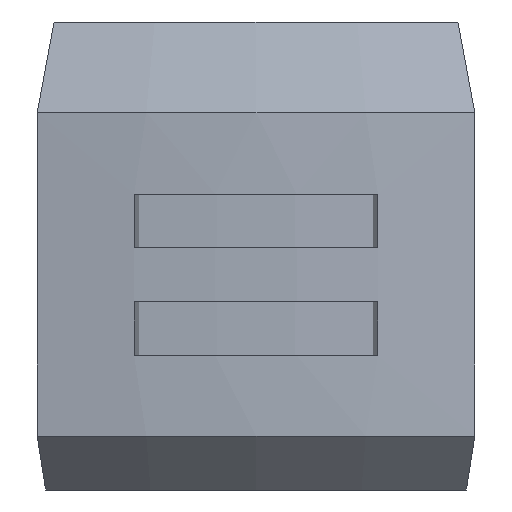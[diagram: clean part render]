
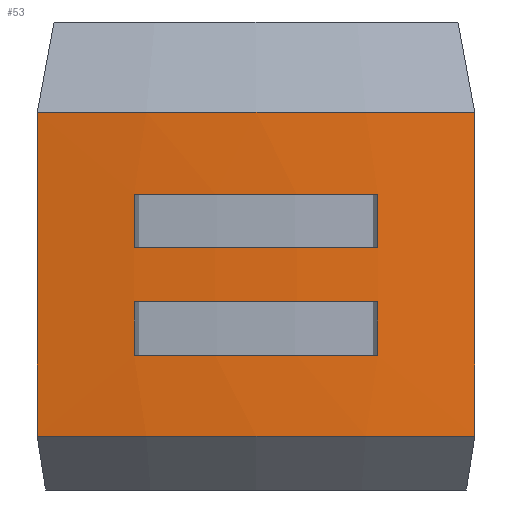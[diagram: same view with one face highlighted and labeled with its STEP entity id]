
A CAD part, front view. The second image highlights one B-rep face of the part: STEP entity #53.
In plain terms, the highlighted cylindrical face has radius 26 mm (diameter 52 mm), a partial arc.
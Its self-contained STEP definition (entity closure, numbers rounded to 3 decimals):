
#53=ADVANCED_FACE('',(#78,#80,#82),#84,.T.);
#78=FACE_BOUND('',#79,.T.);
#79=EDGE_LOOP('',(#257,#258,#259,#260));
#80=FACE_BOUND('',#81,.T.);
#81=EDGE_LOOP('',(#261,#262,#263,#264));
#82=FACE_BOUND('',#83,.T.);
#83=EDGE_LOOP('',(#265,#266,#267,#268));
#84=CYLINDRICAL_SURFACE('',#85,26.);
#85=AXIS2_PLACEMENT_3D('',#86,#87,#88);
#86=CARTESIAN_POINT('',(0.,0.,0.));
#87=DIRECTION('',(0.,0.,1.));
#88=DIRECTION('',(-0.156,-0.988,0.));
#257=ORIENTED_EDGE('',*,*,#383,.T.);
#258=ORIENTED_EDGE('',*,*,#384,.T.);
#259=ORIENTED_EDGE('',*,*,#385,.F.);
#260=ORIENTED_EDGE('',*,*,#386,.F.);
#261=ORIENTED_EDGE('',*,*,#387,.T.);
#262=ORIENTED_EDGE('',*,*,#388,.T.);
#263=ORIENTED_EDGE('',*,*,#389,.T.);
#264=ORIENTED_EDGE('',*,*,#390,.T.);
#265=ORIENTED_EDGE('',*,*,#391,.T.);
#266=ORIENTED_EDGE('',*,*,#392,.T.);
#267=ORIENTED_EDGE('',*,*,#393,.T.);
#268=ORIENTED_EDGE('',*,*,#394,.T.);
#383=EDGE_CURVE('',#446,#447,#448,.T.);
#384=EDGE_CURVE('',#447,#449,#450,.T.);
#385=EDGE_CURVE('',#451,#449,#452,.T.);
#386=EDGE_CURVE('',#446,#451,#453,.T.);
#387=EDGE_CURVE('',#454,#455,#456,.T.);
#388=EDGE_CURVE('',#455,#457,#458,.T.);
#389=EDGE_CURVE('',#457,#459,#460,.F.);
#390=EDGE_CURVE('',#459,#454,#461,.F.);
#391=EDGE_CURVE('',#462,#463,#464,.T.);
#392=EDGE_CURVE('',#463,#465,#466,.T.);
#393=EDGE_CURVE('',#465,#467,#468,.F.);
#394=EDGE_CURVE('',#467,#462,#469,.F.);
#446=VERTEX_POINT('',#551);
#447=VERTEX_POINT('',#552);
#448=CIRCLE('',#553,26.);
#449=VERTEX_POINT('',#557);
#450=LINE('',#558,#559);
#451=VERTEX_POINT('',#561);
#452=CIRCLE('',#562,26.);
#453=LINE('',#566,#567);
#454=VERTEX_POINT('',#569);
#455=VERTEX_POINT('',#570);
#456=LINE('',#571,#572);
#457=VERTEX_POINT('',#574);
#458=CIRCLE('',#575,26.);
#459=VERTEX_POINT('',#579);
#460=LINE('',#580,#581);
#461=CIRCLE('',#583,26.);
#462=VERTEX_POINT('',#587);
#463=VERTEX_POINT('',#588);
#464=LINE('',#589,#590);
#465=VERTEX_POINT('',#592);
#466=CIRCLE('',#593,26.);
#467=VERTEX_POINT('',#597);
#468=LINE('',#598,#599);
#469=CIRCLE('',#601,26.);
#551=CARTESIAN_POINT('',(-4.067,-25.68,1.));
#552=CARTESIAN_POINT('',(4.067,-25.68,1.));
#553=AXIS2_PLACEMENT_3D('',#554,#555,#556);
#554=CARTESIAN_POINT('',(0.,0.,1.));
#555=DIRECTION('',(0.,0.,1.));
#556=DIRECTION('',(-0.156,-0.988,0.));
#557=CARTESIAN_POINT('',(4.067,-25.68,7.022));
#558=CARTESIAN_POINT('',(4.067,-25.68,1.));
#559=VECTOR('',#560,1.);
#560=DIRECTION('',(0.,0.,1.));
#561=CARTESIAN_POINT('',(-4.067,-25.68,7.022));
#562=AXIS2_PLACEMENT_3D('',#563,#564,#565);
#563=CARTESIAN_POINT('',(0.,0.,7.022));
#564=DIRECTION('',(0.,0.,1.));
#565=DIRECTION('',(-0.156,-0.988,0.));
#566=CARTESIAN_POINT('',(-4.067,-25.68,1.));
#567=VECTOR('',#568,1.);
#568=DIRECTION('',(0.,0.,1.));
#569=CARTESIAN_POINT('',(-2.266,-25.901,4.5));
#570=CARTESIAN_POINT('',(-2.266,-25.901,5.5));
#571=CARTESIAN_POINT('',(-2.266,-25.901,4.5));
#572=VECTOR('',#573,1.);
#573=DIRECTION('',(0.,0.,1.));
#574=CARTESIAN_POINT('',(2.266,-25.901,5.5));
#575=AXIS2_PLACEMENT_3D('',#576,#577,#578);
#576=CARTESIAN_POINT('',(0.,0.,5.5));
#577=DIRECTION('',(0.,0.,1.));
#578=DIRECTION('',(-0.087,-0.996,0.));
#579=CARTESIAN_POINT('',(2.266,-25.901,4.5));
#580=CARTESIAN_POINT('',(2.266,-25.901,4.5));
#581=VECTOR('',#582,1.);
#582=DIRECTION('',(0.,0.,1.));
#583=AXIS2_PLACEMENT_3D('',#584,#585,#586);
#584=CARTESIAN_POINT('',(0.,0.,4.5));
#585=DIRECTION('',(0.,0.,1.));
#586=DIRECTION('',(-0.087,-0.996,0.));
#587=CARTESIAN_POINT('',(-2.266,-25.901,2.5));
#588=CARTESIAN_POINT('',(-2.266,-25.901,3.5));
#589=CARTESIAN_POINT('',(-2.266,-25.901,2.5));
#590=VECTOR('',#591,1.);
#591=DIRECTION('',(0.,0.,1.));
#592=CARTESIAN_POINT('',(2.266,-25.901,3.5));
#593=AXIS2_PLACEMENT_3D('',#594,#595,#596);
#594=CARTESIAN_POINT('',(0.,0.,3.5));
#595=DIRECTION('',(0.,0.,1.));
#596=DIRECTION('',(-0.087,-0.996,0.));
#597=CARTESIAN_POINT('',(2.266,-25.901,2.5));
#598=CARTESIAN_POINT('',(2.266,-25.901,2.5));
#599=VECTOR('',#600,1.);
#600=DIRECTION('',(0.,0.,1.));
#601=AXIS2_PLACEMENT_3D('',#602,#603,#604);
#602=CARTESIAN_POINT('',(0.,0.,2.5));
#603=DIRECTION('',(0.,0.,1.));
#604=DIRECTION('',(-0.087,-0.996,0.));
